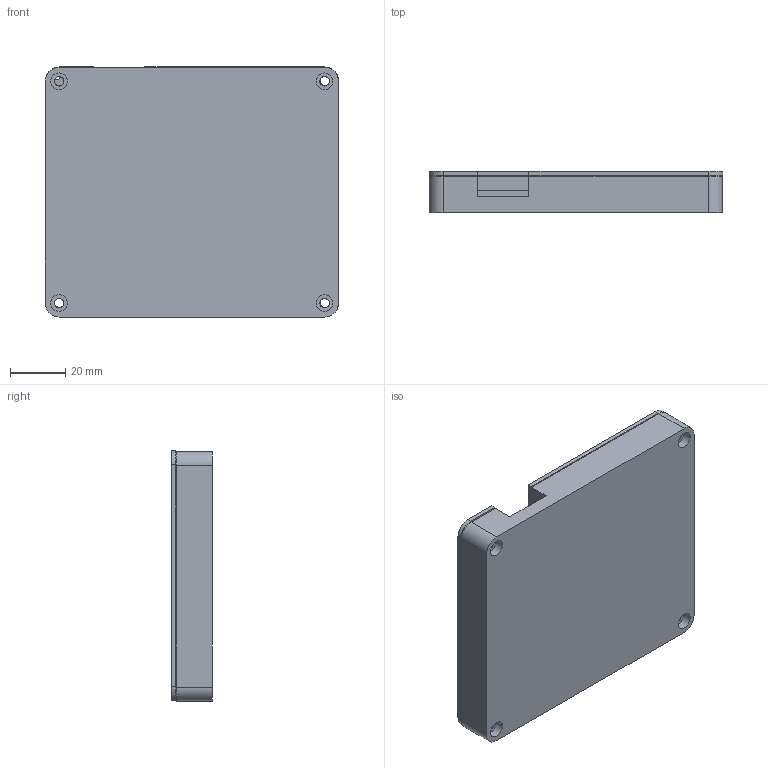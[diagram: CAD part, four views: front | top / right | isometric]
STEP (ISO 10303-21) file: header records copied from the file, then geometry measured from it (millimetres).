
FILE_DESCRIPTION(/* description */ (''),/* implementation_level */ '2;1');
FILE_NAME(/* name */ 'Keyhackpad_product.step',/* time_stamp */ '2025-12-11T16:38:42+01:00',/* author */ (''),/* organization */ (''),/* preprocessor_version */ 'ST-DEVELOPER v20.1',/* originating_system */ 'Autodesk Translation Framework v14.21.0.0',/* authorisation */ '');
FILE_SCHEMA (('AUTOMOTIVE_DESIGN { 1 0 10303 214 3 1 1 }'));
Length unit declared in the file: millimetre
Products named in the file (3): 2025-12-11-13-58-07-318; 2025-12-11-13-06-05-957; 2025-12-11-13-23-34-151
Assembly tree (2 placements, depth 2):
  2025-12-11-13-58-07-318
    2025-12-11-13-06-05-957
    2025-12-11-13-23-34-151
Bounding box: 105.85 x 14.75 x 90.18 mm (x, y, z)
Volume: 98077.2 mm3; surface area: 55728 mm2
Topology: 3 solids, 3 shells, 194 faces, 552 edges, 368 vertices
Faces by surface type: cylinder 120, plane 74
Full cylindrical faces by diameter (mm): 2 x63, 3.4 x8, 6 x4, 7 x1
Entity records: 6837 total; most frequent: DIRECTION 1190, CARTESIAN_POINT 1119, ORIENTED_EDGE 1104, EDGE_CURVE 552, AXIS2_PLACEMENT_3D 439, VERTEX_POINT 368, EDGE_LOOP 362, LINE 312
